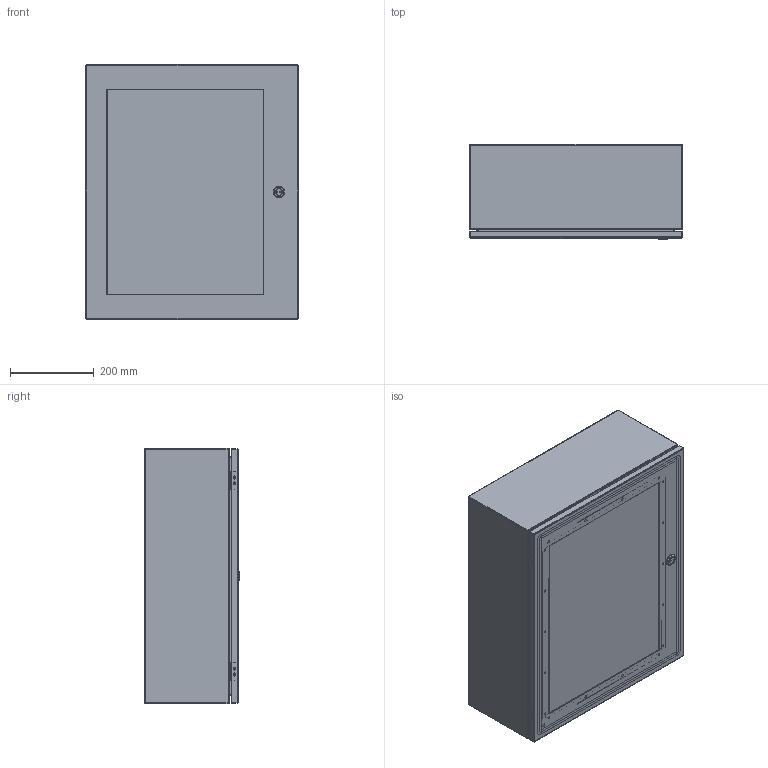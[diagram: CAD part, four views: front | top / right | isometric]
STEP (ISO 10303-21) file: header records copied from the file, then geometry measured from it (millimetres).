
FILE_DESCRIPTION (( 'STEP AP203' ), '1' );
FILE_NAME ('EN4SD24208WSS_Default.step', '2019-11-14T20:54:55', ( '' ), ( '' ), 'SwSTEP 2.0', 'SolidWorks 2019', '' );
FILE_SCHEMA (( 'CONFIG_CONTROL_DESIGN' ));
Length unit declared in the file: inch
Products named in the file (1): EN4SD24208WSS_Default
Bounding box: 508 x 228.14 x 609.6 mm (x, y, z)
Volume: 2932321.3 mm3; surface area: 2677702.6 mm2
Topology: 67 solids, 68 shells, 1356 faces, 2901 edges, 1720 vertices
Faces by surface type: plane 680, cylinder 408, cone 148, bspline 96, torus 24
Entity records: 40148 total; most frequent: CARTESIAN_POINT 11212, DIRECTION 6091, ORIENTED_EDGE 5778, EDGE_CURVE 2889, AXIS2_PLACEMENT_3D 2337, VERTEX_POINT 1720, EDGE_LOOP 1505, VECTOR 1417
